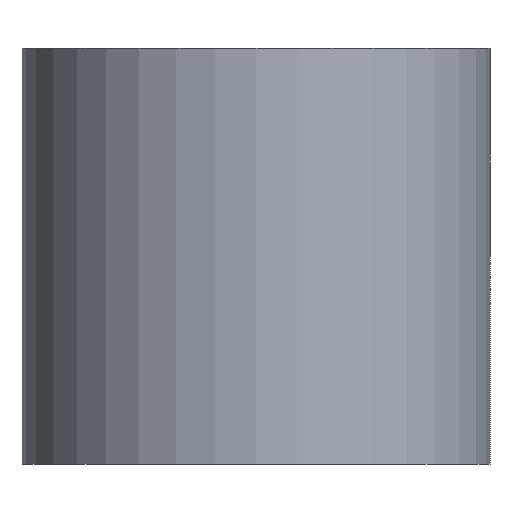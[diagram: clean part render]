
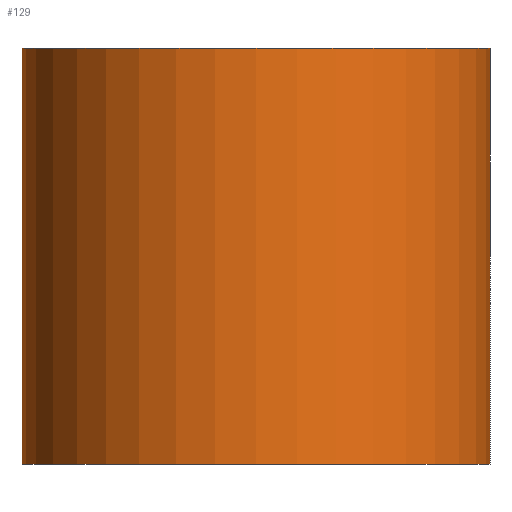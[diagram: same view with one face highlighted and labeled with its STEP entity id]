
A CAD part, front view. The second image highlights one B-rep face of the part: STEP entity #129.
In plain terms, the highlighted cylindrical face has radius 2.25 mm (diameter 4.5 mm), a partial arc.
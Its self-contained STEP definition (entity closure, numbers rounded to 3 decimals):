
#6 = VERTEX_POINT ( 'NONE', #173 ) ;
#7 = DIRECTION ( 'NONE',  ( 0., 0., 1. ) ) ;
#17 = CARTESIAN_POINT ( 'NONE',  ( 2.25, 0., 2. ) ) ;
#21 = EDGE_CURVE ( 'NONE', #109, #6, #53, .T. ) ;
#33 = DIRECTION ( 'NONE',  ( 0., 0., 1. ) ) ;
#46 = CARTESIAN_POINT ( 'NONE',  ( 0., 0., -2. ) ) ;
#47 = CARTESIAN_POINT ( 'NONE',  ( 2.25, 0., 2. ) ) ;
#53 = CIRCLE ( 'NONE', #58, 2.25 ) ;
#58 = AXIS2_PLACEMENT_3D ( 'NONE', #46, #33, #131 ) ;
#64 = FACE_OUTER_BOUND ( 'NONE', #90, .T. ) ;
#67 = CARTESIAN_POINT ( 'NONE',  ( -2.25, 0., 2. ) ) ;
#69 = DIRECTION ( 'NONE',  ( 0., 0., -1. ) ) ;
#72 = DIRECTION ( 'NONE',  ( 1., 0., 0. ) ) ;
#76 = VERTEX_POINT ( 'NONE', #47 ) ;
#77 = LINE ( 'NONE', #17, #162 ) ;
#84 = AXIS2_PLACEMENT_3D ( 'NONE', #183, #69, #148 ) ;
#86 = CYLINDRICAL_SURFACE ( 'NONE', #84, 2.25 ) ;
#90 = EDGE_LOOP ( 'NONE', ( #141, #203, #149, #91 ) ) ;
#91 = ORIENTED_EDGE ( 'NONE', *, *, #21, .T. ) ;
#95 = CIRCLE ( 'NONE', #184, 2.25 ) ;
#97 = DIRECTION ( 'NONE',  ( 0., 0., -1. ) ) ;
#100 = CARTESIAN_POINT ( 'NONE',  ( -2.25, 0., 2. ) ) ;
#101 = EDGE_CURVE ( 'NONE', #76, #6, #77, .T. ) ;
#109 = VERTEX_POINT ( 'NONE', #186 ) ;
#115 = LINE ( 'NONE', #67, #212 ) ;
#129 = ADVANCED_FACE ( 'NONE', ( #64 ), #86, .T. ) ;
#131 = DIRECTION ( 'NONE',  ( 1., 0., 0. ) ) ;
#132 = DIRECTION ( 'NONE',  ( 0., 0., -1. ) ) ;
#138 = EDGE_CURVE ( 'NONE', #180, #76, #95, .T. ) ;
#141 = ORIENTED_EDGE ( 'NONE', *, *, #101, .F. ) ;
#148 = DIRECTION ( 'NONE',  ( -1., 0., 0. ) ) ;
#149 = ORIENTED_EDGE ( 'NONE', *, *, #159, .T. ) ;
#159 = EDGE_CURVE ( 'NONE', #180, #109, #115, .T. ) ;
#162 = VECTOR ( 'NONE', #97, 1000. ) ;
#163 = CARTESIAN_POINT ( 'NONE',  ( 0., 0., 2. ) ) ;
#173 = CARTESIAN_POINT ( 'NONE',  ( 2.25, 0., -2. ) ) ;
#180 = VERTEX_POINT ( 'NONE', #100 ) ;
#183 = CARTESIAN_POINT ( 'NONE',  ( 0., 0., 2. ) ) ;
#184 = AXIS2_PLACEMENT_3D ( 'NONE', #163, #7, #72 ) ;
#186 = CARTESIAN_POINT ( 'NONE',  ( -2.25, 0., -2. ) ) ;
#203 = ORIENTED_EDGE ( 'NONE', *, *, #138, .F. ) ;
#212 = VECTOR ( 'NONE', #132, 1000. ) ;
